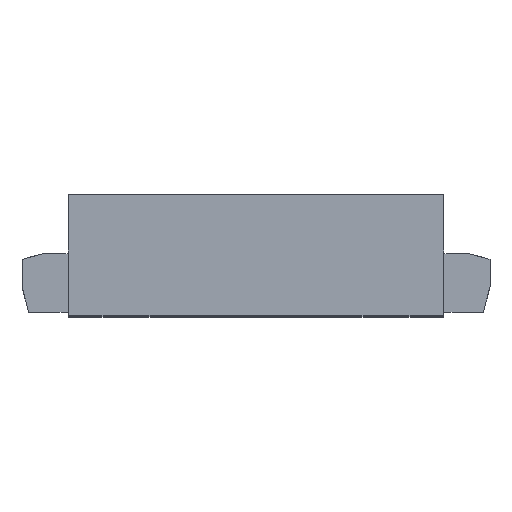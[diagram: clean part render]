
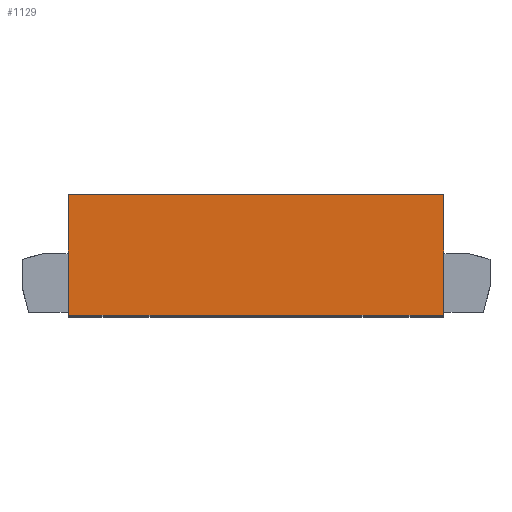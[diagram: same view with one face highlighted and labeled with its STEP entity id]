
A CAD part, top view. The second image highlights one B-rep face of the part: STEP entity #1129.
In plain terms, the highlighted planar face has unit normal (0, 0, 1).
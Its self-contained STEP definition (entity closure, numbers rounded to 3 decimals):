
#68 = LINE ( 'NONE', #2935, #1942 ) ;
#564 = VERTEX_POINT ( 'NONE', #6974 ) ;
#935 = DIRECTION ( 'NONE',  ( 0., -1., 0. ) ) ;
#1129 = ADVANCED_FACE ( 'NONE', ( #4794 ), #7474, .F. ) ;
#1288 = ORIENTED_EDGE ( 'NONE', *, *, #4760, .T. ) ;
#1509 = CARTESIAN_POINT ( 'NONE',  ( 100., 0.8, 60. ) ) ;
#1833 = EDGE_CURVE ( 'NONE', #6060, #6468, #8002, .T. ) ;
#1848 = CARTESIAN_POINT ( 'NONE',  ( 100., 65., 60. ) ) ;
#1876 = DIRECTION ( 'NONE',  ( 0., 0., -1. ) ) ;
#1918 = AXIS2_PLACEMENT_3D ( 'NONE', #4139, #1876, #8258 ) ;
#1942 = VECTOR ( 'NONE', #8671, 1000. ) ;
#2928 = ORIENTED_EDGE ( 'NONE', *, *, #1833, .T. ) ;
#2935 = CARTESIAN_POINT ( 'NONE',  ( 100., 0.8, 60. ) ) ;
#3189 = CARTESIAN_POINT ( 'NONE',  ( -100., 0.8, 60. ) ) ;
#4121 = ORIENTED_EDGE ( 'NONE', *, *, #6737, .F. ) ;
#4133 = EDGE_CURVE ( 'NONE', #564, #7959, #8846, .T. ) ;
#4139 = CARTESIAN_POINT ( 'NONE',  ( 100., 0.8, 60. ) ) ;
#4565 = DIRECTION ( 'NONE',  ( -1., 0., 0. ) ) ;
#4588 = CARTESIAN_POINT ( 'NONE',  ( 100., 0.8, 60. ) ) ;
#4760 = EDGE_CURVE ( 'NONE', #564, #6060, #8088, .T. ) ;
#4794 = FACE_OUTER_BOUND ( 'NONE', #5557, .T. ) ;
#5052 = VECTOR ( 'NONE', #4565, 1000. ) ;
#5557 = EDGE_LOOP ( 'NONE', ( #2928, #4121, #7670, #1288 ) ) ;
#6060 = VERTEX_POINT ( 'NONE', #6374 ) ;
#6064 = VECTOR ( 'NONE', #8745, 1000. ) ;
#6374 = CARTESIAN_POINT ( 'NONE',  ( -100., 65., 60. ) ) ;
#6468 = VERTEX_POINT ( 'NONE', #8924 ) ;
#6737 = EDGE_CURVE ( 'NONE', #7959, #6468, #68, .T. ) ;
#6974 = CARTESIAN_POINT ( 'NONE',  ( 100., 65., 60. ) ) ;
#7474 = PLANE ( 'NONE',  #1918 ) ;
#7670 = ORIENTED_EDGE ( 'NONE', *, *, #4133, .F. ) ;
#7959 = VERTEX_POINT ( 'NONE', #1509 ) ;
#8002 = LINE ( 'NONE', #3189, #6064 ) ;
#8088 = LINE ( 'NONE', #1848, #5052 ) ;
#8258 = DIRECTION ( 'NONE',  ( 0., 1., 0. ) ) ;
#8594 = VECTOR ( 'NONE', #935, 1000. ) ;
#8671 = DIRECTION ( 'NONE',  ( -1., 0., 0. ) ) ;
#8745 = DIRECTION ( 'NONE',  ( 0., -1., 0. ) ) ;
#8846 = LINE ( 'NONE', #4588, #8594 ) ;
#8924 = CARTESIAN_POINT ( 'NONE',  ( -100., 0.8, 60. ) ) ;
